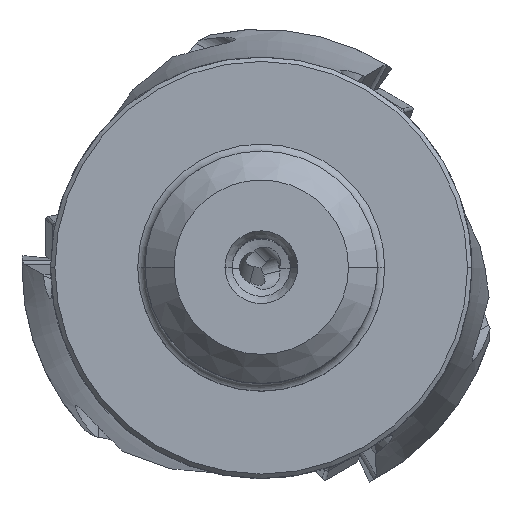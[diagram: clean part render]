
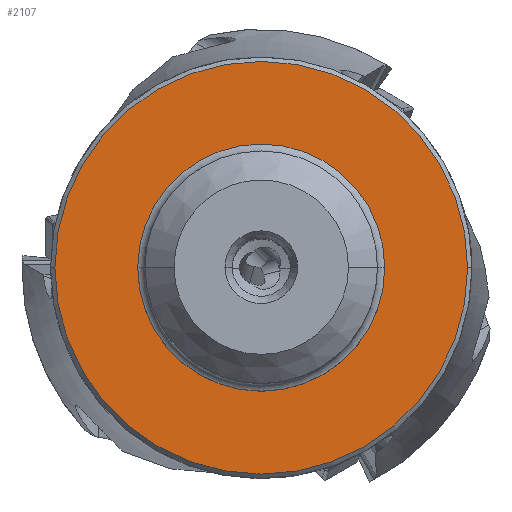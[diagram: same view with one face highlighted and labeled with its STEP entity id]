
A CAD part, top view. The second image highlights one B-rep face of the part: STEP entity #2107.
In plain terms, the highlighted planar face has unit normal (0, 0, 1).
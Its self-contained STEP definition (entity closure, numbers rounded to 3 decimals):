
#517=PLANE('',#12483);
#684=FACE_BOUND('',#3415,.T.);
#685=FACE_BOUND('',#3416,.T.);
#2107=ADVANCED_FACE('',(#684,#685),#517,.T.);
#3415=EDGE_LOOP('',(#5459,#5460,#5461,#5462));
#3416=EDGE_LOOP('',(#5463,#5464));
#4181=CIRCLE('',#12476,14.2);
#4182=CIRCLE('',#12477,14.2);
#4183=CIRCLE('',#12479,14.2);
#4184=CIRCLE('',#12480,14.2);
#4185=CIRCLE('',#12481,8.5);
#4186=CIRCLE('',#12482,8.5);
#5459=ORIENTED_EDGE('',*,*,#10020,.F.);
#5460=ORIENTED_EDGE('',*,*,#10019,.T.);
#5461=ORIENTED_EDGE('',*,*,#10021,.F.);
#5462=ORIENTED_EDGE('',*,*,#10022,.T.);
#5463=ORIENTED_EDGE('',*,*,#10023,.F.);
#5464=ORIENTED_EDGE('',*,*,#10024,.F.);
#8739=VERTEX_POINT('',#21193);
#8740=VERTEX_POINT('',#21195);
#8741=VERTEX_POINT('',#21197);
#8742=VERTEX_POINT('',#21201);
#8743=VERTEX_POINT('',#21204);
#8744=VERTEX_POINT('',#21205);
#10019=EDGE_CURVE('',#8741,#8740,#4181,.T.);
#10020=EDGE_CURVE('',#8741,#8739,#4182,.T.);
#10021=EDGE_CURVE('',#8742,#8740,#4183,.T.);
#10022=EDGE_CURVE('',#8742,#8739,#4184,.T.);
#10023=EDGE_CURVE('',#8743,#8744,#4185,.T.);
#10024=EDGE_CURVE('',#8744,#8743,#4186,.T.);
#12476=AXIS2_PLACEMENT_3D('',#21196,#14312,#14313);
#12477=AXIS2_PLACEMENT_3D('',#21198,#14314,#14315);
#12479=AXIS2_PLACEMENT_3D('',#21200,#14318,#14319);
#12480=AXIS2_PLACEMENT_3D('',#21202,#14320,#14321);
#12481=AXIS2_PLACEMENT_3D('',#21203,#14322,#14323);
#12482=AXIS2_PLACEMENT_3D('',#21206,#14324,#14325);
#12483=AXIS2_PLACEMENT_3D('',#21207,#14326,#14327);
#14312=DIRECTION('',(0.,0.,1.));
#14313=DIRECTION('',(1.,-0.002,0.));
#14314=DIRECTION('',(0.,0.,-1.));
#14315=DIRECTION('',(1.,-0.002,0.));
#14318=DIRECTION('',(0.,0.,-1.));
#14319=DIRECTION('',(-1.,0.002,0.));
#14320=DIRECTION('',(0.,0.,1.));
#14321=DIRECTION('',(-1.,0.002,0.));
#14322=DIRECTION('',(0.,0.,1.));
#14323=DIRECTION('',(1.,0.,0.));
#14324=DIRECTION('',(0.,0.,1.));
#14325=DIRECTION('',(-1.,0.,0.));
#14326=DIRECTION('',(0.,0.,1.));
#14327=DIRECTION('',(1.,0.,0.));
#21193=CARTESIAN_POINT('',(-14.2,0.,0.));
#21195=CARTESIAN_POINT('',(14.2,0.,0.));
#21196=CARTESIAN_POINT('',(0.,0.,0.));
#21197=CARTESIAN_POINT('',(14.2,-0.022,0.));
#21198=CARTESIAN_POINT('',(0.,0.,0.));
#21200=CARTESIAN_POINT('',(0.,0.,0.));
#21201=CARTESIAN_POINT('',(-14.2,0.022,0.));
#21202=CARTESIAN_POINT('',(0.,0.,0.));
#21203=CARTESIAN_POINT('',(0.,0.,0.));
#21204=CARTESIAN_POINT('',(8.5,0.,0.));
#21205=CARTESIAN_POINT('',(-8.5,0.,0.));
#21206=CARTESIAN_POINT('',(0.,0.,0.));
#21207=CARTESIAN_POINT('',(0.,0.,0.));
